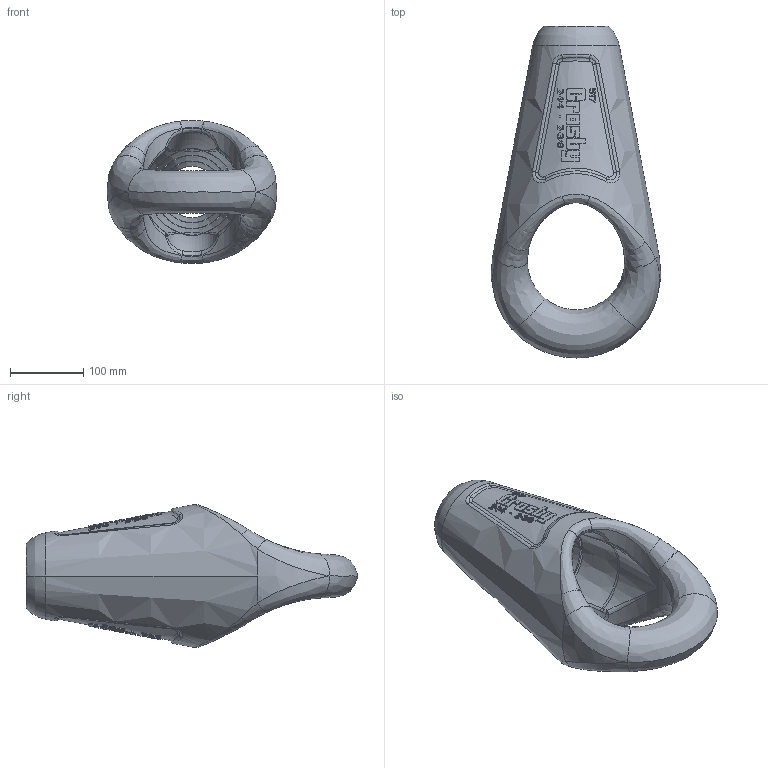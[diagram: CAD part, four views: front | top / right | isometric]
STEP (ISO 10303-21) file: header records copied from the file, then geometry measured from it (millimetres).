
FILE_DESCRIPTION((''),'2;1');
FILE_NAME('CROSBY_517_2_25-2_38_1005020','2010-05-18T',('Alan Doughty'),('The Crosby Group, Inc.'),'PRO/ENGINEER BY PARAMETRIC TECHNOLOGY CORPORATION, 2009300','PRO/ENGINEER BY PARAMETRIC TECHNOLOGY CORPORATION, 2009300','');
FILE_SCHEMA(('CONFIG_CONTROL_DESIGN'));
Length unit declared in the file: inch
Products named in the file (1): CROSBY_517_2_25-2_38_1005020
Bounding box: 232.49 x 454.33 x 195.79 mm (x, y, z)
Volume: 4404665.1 mm3; surface area: 336114.8 mm2
Topology: 1 solids, 1 shells, 895 faces, 2448 edges, 1608 vertices
Faces by surface type: plane 657, bspline 76, extrusion 72, cone 60, torus 14, cylinder 10, sphere 6
Entity records: 33339 total; most frequent: CARTESIAN_POINT 13172, ORIENTED_EDGE 4896, DIRECTION 3084, EDGE_CURVE 2448, VERTEX_POINT 1608, B_SPLINE_CURVE_WITH_KNOTS 1394, AXIS2_PLACEMENT_3D 1139, EDGE_LOOP 952
